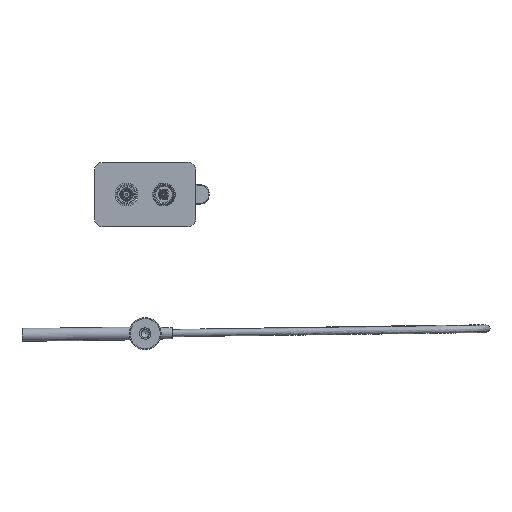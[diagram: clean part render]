
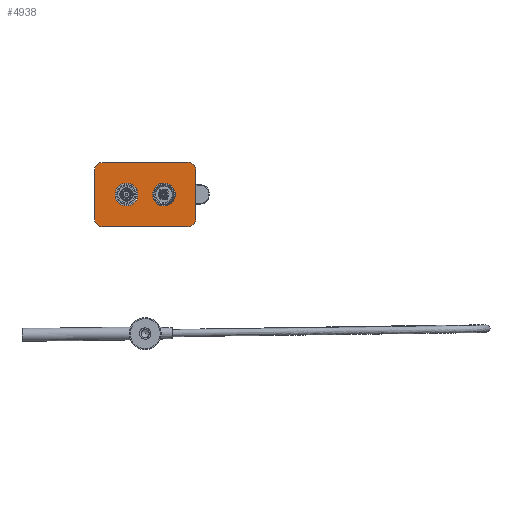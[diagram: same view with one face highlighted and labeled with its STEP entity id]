
A CAD part, left-side view. The second image highlights one B-rep face of the part: STEP entity #4938.
In plain terms, the highlighted planar face has unit normal (-1, 0, -0.009).
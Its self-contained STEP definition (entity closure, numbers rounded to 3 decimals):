
#205 = DIRECTION ( 'NONE',  ( -0.009, 0., 1. ) ) ;
#251 = CARTESIAN_POINT ( 'NONE',  ( 127.956, 87.711, -61.839 ) ) ;
#364 = CARTESIAN_POINT ( 'NONE',  ( 127.956, 102.711, -61.839 ) ) ;
#1089 = DIRECTION ( 'NONE',  ( -0.009, 0., 1. ) ) ;
#1107 = CARTESIAN_POINT ( 'NONE',  ( 127.039, -87.289, 43.157 ) ) ;
#1123 = CARTESIAN_POINT ( 'NONE',  ( 127.432, -27.289, -1.841 ) ) ;
#1325 = ORIENTED_EDGE ( 'NONE', *, *, #19616, .T. ) ;
#1851 = VECTOR ( 'NONE', #4490, 1000. ) ;
#1981 = VERTEX_POINT ( 'NONE', #15827 ) ;
#1998 = VERTEX_POINT ( 'NONE', #19284 ) ;
#2282 = ORIENTED_EDGE ( 'NONE', *, *, #15433, .T. ) ;
#2414 = VECTOR ( 'NONE', #13463, 1000. ) ;
#2751 = FACE_BOUND ( 'NONE', #18821, .T. ) ;
#3162 = CIRCLE ( 'NONE', #7447, 15. ) ;
#3266 = CARTESIAN_POINT ( 'NONE',  ( 127.956, -72.289, -61.839 ) ) ;
#3558 = EDGE_CURVE ( 'NONE', #1998, #5157, #6013, .T. ) ;
#3942 = FACE_BOUND ( 'NONE', #10804, .T. ) ;
#3945 = DIRECTION ( 'NONE',  ( -1., 0., -0.009 ) ) ;
#4044 = CARTESIAN_POINT ( 'NONE',  ( 127.432, 42.711, -1.841 ) ) ;
#4355 = ORIENTED_EDGE ( 'NONE', *, *, #5235, .T. ) ;
#4490 = DIRECTION ( 'NONE',  ( 0.009, 0., -1. ) ) ;
#4814 = CARTESIAN_POINT ( 'NONE',  ( 126.908, 102.711, 58.157 ) ) ;
#4938 = ADVANCED_FACE ( 'NONE', ( #2751, #20258, #3942 ), #5908, .T. ) ;
#5157 = VERTEX_POINT ( 'NONE', #251 ) ;
#5235 = EDGE_CURVE ( 'NONE', #6811, #1981, #3162, .T. ) ;
#5253 = ORIENTED_EDGE ( 'NONE', *, *, #8682, .T. ) ;
#5381 = DIRECTION ( 'NONE',  ( -0.009, 0., 1. ) ) ;
#5568 = ORIENTED_EDGE ( 'NONE', *, *, #12405, .F. ) ;
#5904 = EDGE_CURVE ( 'NONE', #14207, #9409, #10827, .T. ) ;
#5908 = PLANE ( 'NONE',  #18219 ) ;
#6013 = CIRCLE ( 'NONE', #20087, 15. ) ;
#6068 = VECTOR ( 'NONE', #12836, 1000. ) ;
#6113 = AXIS2_PLACEMENT_3D ( 'NONE', #1123, #13917, #10968 ) ;
#6367 = CARTESIAN_POINT ( 'NONE',  ( 127.825, -72.289, -46.839 ) ) ;
#6811 = VERTEX_POINT ( 'NONE', #1107 ) ;
#6969 = DIRECTION ( 'NONE',  ( -0.009, 0., 1. ) ) ;
#7447 = AXIS2_PLACEMENT_3D ( 'NONE', #12934, #8085, #5381 ) ;
#7840 = VERTEX_POINT ( 'NONE', #13081 ) ;
#8085 = DIRECTION ( 'NONE',  ( -1., 0., -0.009 ) ) ;
#8477 = AXIS2_PLACEMENT_3D ( 'NONE', #6367, #12766, #10834 ) ;
#8682 = EDGE_CURVE ( 'NONE', #1981, #7840, #9336, .T. ) ;
#8713 = LINE ( 'NONE', #19934, #2414 ) ;
#9336 = LINE ( 'NONE', #10823, #12257 ) ;
#9409 = VERTEX_POINT ( 'NONE', #9597 ) ;
#9597 = CARTESIAN_POINT ( 'NONE',  ( 127.825, -87.289, -46.839 ) ) ;
#9757 = EDGE_CURVE ( 'NONE', #20547, #20547, #14172, .T. ) ;
#10477 = CARTESIAN_POINT ( 'NONE',  ( 127.039, 102.711, 43.157 ) ) ;
#10804 = EDGE_LOOP ( 'NONE', ( #5568 ) ) ;
#10823 = CARTESIAN_POINT ( 'NONE',  ( 126.908, -87.289, 58.157 ) ) ;
#10827 = CIRCLE ( 'NONE', #8477, 15. ) ;
#10834 = DIRECTION ( 'NONE',  ( -0.009, 0., 1. ) ) ;
#10968 = DIRECTION ( 'NONE',  ( -0.009, 0., 1. ) ) ;
#11091 = EDGE_LOOP ( 'NONE', ( #2282, #16986, #13929, #4355, #5253, #18132, #1325, #13786 ) ) ;
#11219 = CARTESIAN_POINT ( 'NONE',  ( 127.825, 87.711, -46.839 ) ) ;
#11447 = ORIENTED_EDGE ( 'NONE', *, *, #9757, .T. ) ;
#11813 = CARTESIAN_POINT ( 'NONE',  ( 127.039, 87.711, 43.157 ) ) ;
#12257 = VECTOR ( 'NONE', #17525, 1000. ) ;
#12405 = EDGE_CURVE ( 'NONE', #18926, #18926, #16116, .T. ) ;
#12598 = CARTESIAN_POINT ( 'NONE',  ( 127.247, -27.289, 19.408 ) ) ;
#12645 = CARTESIAN_POINT ( 'NONE',  ( 127.247, 42.711, 19.408 ) ) ;
#12752 = EDGE_CURVE ( 'NONE', #7840, #19462, #15133, .T. ) ;
#12766 = DIRECTION ( 'NONE',  ( -1., 0., -0.009 ) ) ;
#12836 = DIRECTION ( 'NONE',  ( 0., -1., 0. ) ) ;
#12934 = CARTESIAN_POINT ( 'NONE',  ( 127.039, -72.289, 43.157 ) ) ;
#13081 = CARTESIAN_POINT ( 'NONE',  ( 126.908, 87.711, 58.157 ) ) ;
#13185 = EDGE_CURVE ( 'NONE', #9409, #6811, #8713, .T. ) ;
#13463 = DIRECTION ( 'NONE',  ( -0.009, 0., 1. ) ) ;
#13712 = CARTESIAN_POINT ( 'NONE',  ( 127.432, 42.711, -1.841 ) ) ;
#13786 = ORIENTED_EDGE ( 'NONE', *, *, #3558, .T. ) ;
#13917 = DIRECTION ( 'NONE',  ( 1., 0., 0.009 ) ) ;
#13929 = ORIENTED_EDGE ( 'NONE', *, *, #13185, .T. ) ;
#14172 = CIRCLE ( 'NONE', #6113, 21.25 ) ;
#14207 = VERTEX_POINT ( 'NONE', #3266 ) ;
#15133 = CIRCLE ( 'NONE', #18459, 15. ) ;
#15375 = DIRECTION ( 'NONE',  ( -0.009, 0., 1. ) ) ;
#15433 = EDGE_CURVE ( 'NONE', #5157, #14207, #16305, .T. ) ;
#15827 = CARTESIAN_POINT ( 'NONE',  ( 126.908, -72.289, 58.157 ) ) ;
#16116 = CIRCLE ( 'NONE', #18122, 21.25 ) ;
#16305 = LINE ( 'NONE', #364, #6068 ) ;
#16986 = ORIENTED_EDGE ( 'NONE', *, *, #5904, .T. ) ;
#17238 = DIRECTION ( 'NONE',  ( -1., 0., -0.009 ) ) ;
#17525 = DIRECTION ( 'NONE',  ( 0., 1., 0. ) ) ;
#18122 = AXIS2_PLACEMENT_3D ( 'NONE', #13712, #17238, #15375 ) ;
#18132 = ORIENTED_EDGE ( 'NONE', *, *, #12752, .T. ) ;
#18219 = AXIS2_PLACEMENT_3D ( 'NONE', #4044, #18679, #1089 ) ;
#18459 = AXIS2_PLACEMENT_3D ( 'NONE', #11813, #3945, #6969 ) ;
#18679 = DIRECTION ( 'NONE',  ( -1., 0., -0.009 ) ) ;
#18821 = EDGE_LOOP ( 'NONE', ( #11447 ) ) ;
#18926 = VERTEX_POINT ( 'NONE', #12645 ) ;
#19046 = DIRECTION ( 'NONE',  ( -1., 0., -0.009 ) ) ;
#19148 = LINE ( 'NONE', #4814, #1851 ) ;
#19284 = CARTESIAN_POINT ( 'NONE',  ( 127.825, 102.711, -46.839 ) ) ;
#19462 = VERTEX_POINT ( 'NONE', #10477 ) ;
#19616 = EDGE_CURVE ( 'NONE', #19462, #1998, #19148, .T. ) ;
#19934 = CARTESIAN_POINT ( 'NONE',  ( 127.956, -87.289, -61.839 ) ) ;
#20087 = AXIS2_PLACEMENT_3D ( 'NONE', #11219, #19046, #205 ) ;
#20258 = FACE_OUTER_BOUND ( 'NONE', #11091, .T. ) ;
#20547 = VERTEX_POINT ( 'NONE', #12598 ) ;
